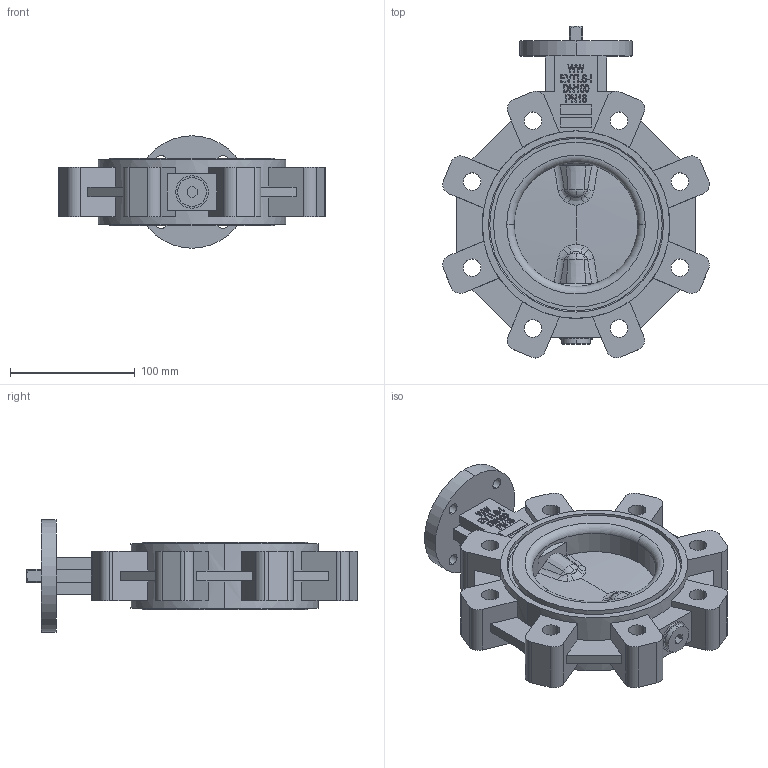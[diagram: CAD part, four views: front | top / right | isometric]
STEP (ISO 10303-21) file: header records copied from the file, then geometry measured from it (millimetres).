
FILE_DESCRIPTION (( 'STEP AP203' ), '1' );
FILE_NAME ('EVTLS-i DN100 PN16 F07-L11.STEP', '2024-04-22T12:51:00', ( '' ), ( '' ), 'SwSTEP 2.0', 'SolidWorks 2015', '' );
FILE_SCHEMA (( 'CONFIG_CONTROL_DESIGN' ));
Length unit declared in the file: millimetre
Products named in the file (1): EVTLS-i DN100 PN16 F07-L11
Bounding box: 213.36 x 265.68 x 90 mm (x, y, z)
Volume: 1097410.4 mm3; surface area: 163160 mm2
Topology: 1 solids, 1 shells, 495 faces, 1318 edges, 863 vertices
Faces by surface type: plane 279, bspline 92, cylinder 83, torus 24, cone 13, sphere 4
Entity records: 19826 total; most frequent: CARTESIAN_POINT 7842, ORIENTED_EDGE 2636, DIRECTION 2189, EDGE_CURVE 1318, VERTEX_POINT 863, LINE 805, VECTOR 805, AXIS2_PLACEMENT_3D 692
